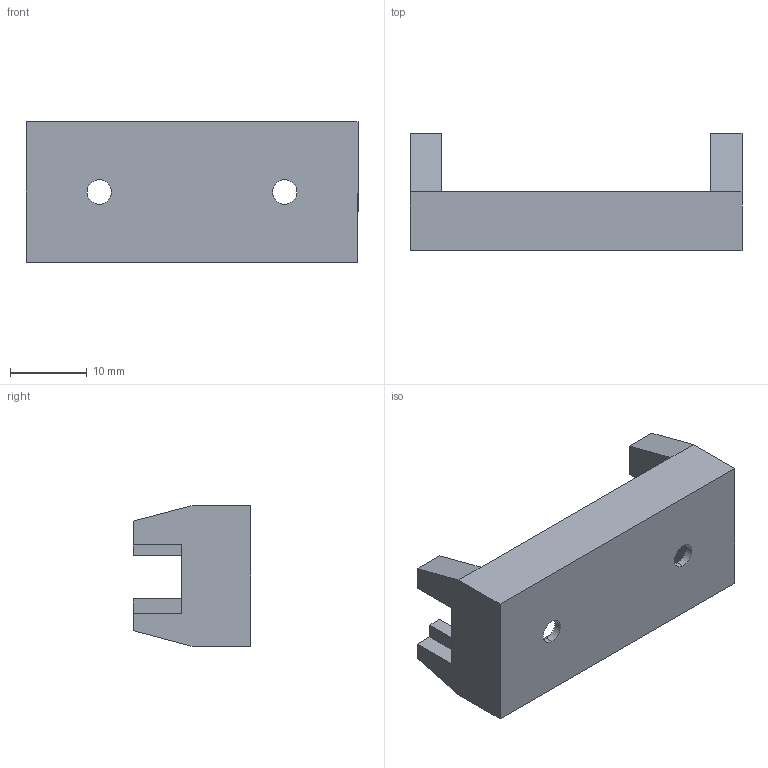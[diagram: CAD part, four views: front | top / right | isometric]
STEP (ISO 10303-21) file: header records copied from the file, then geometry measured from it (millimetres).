
FILE_DESCRIPTION (( 'STEP AP214' ), '1' );
FILE_NAME ('User Library-pcb plastic battary holdera and retainer covers.STEP', '2020-07-07T01:53:21', ( '' ), ( '' ), 'SwSTEP 2.0', 'SolidWorks 2020', '' );
FILE_SCHEMA (( 'AUTOMOTIVE_DESIGN' ));
Length unit declared in the file: inch
Products named in the file (1): User Library-pcb plastic battary holdera and retainer covers
Bounding box: 43.18 x 15.24 x 18.29 mm (x, y, z)
Volume: 3930.5 mm3; surface area: 3470.1 mm2
Topology: 1 solids, 1 shells, 46 faces, 118 edges, 76 vertices
Faces by surface type: plane 37, cylinder 9
Entity records: 1566 total; most frequent: CARTESIAN_POINT 369, ORIENTED_EDGE 236, DIRECTION 222, EDGE_CURVE 118, LINE 100, VECTOR 100, VERTEX_POINT 76, AXIS2_PLACEMENT_3D 61
